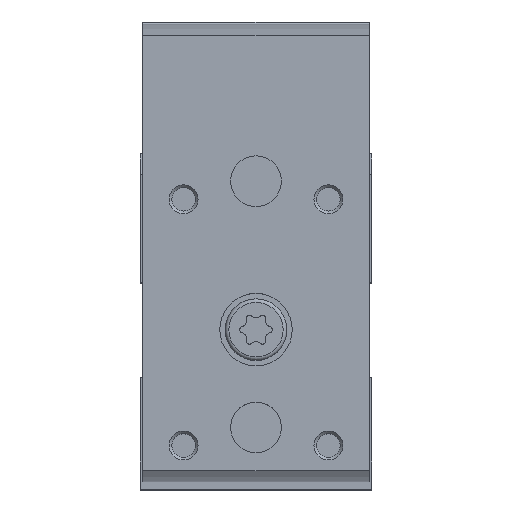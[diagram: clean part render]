
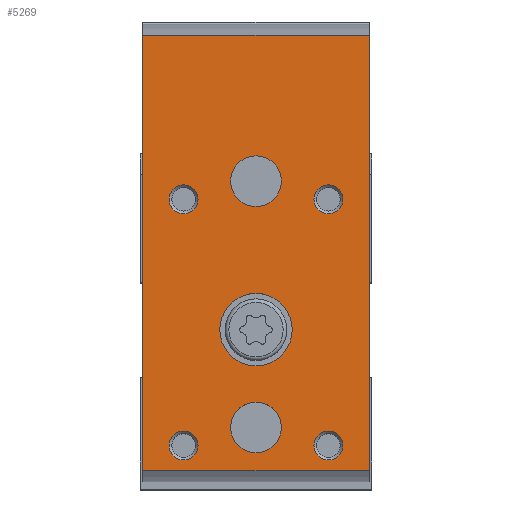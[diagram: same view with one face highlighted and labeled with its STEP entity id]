
A CAD part, top view. The second image highlights one B-rep face of the part: STEP entity #5269.
In plain terms, the highlighted planar face has unit normal (0, 0, 1).
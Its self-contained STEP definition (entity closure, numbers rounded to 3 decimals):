
#200=PLANE('',#6811);
#430=CIRCLE('',#6812,5.);
#431=CIRCLE('',#6813,3.5);
#432=CIRCLE('',#6814,3.5);
#433=CIRCLE('',#6815,2.);
#434=CIRCLE('',#6816,2.);
#435=CIRCLE('',#6817,2.);
#436=CIRCLE('',#6818,2.);
#1457=ORIENTED_EDGE('',*,*,#2427,.T.);
#1458=ORIENTED_EDGE('',*,*,#2428,.T.);
#1459=ORIENTED_EDGE('',*,*,#2429,.T.);
#1460=ORIENTED_EDGE('',*,*,#2430,.F.);
#1461=ORIENTED_EDGE('',*,*,#2431,.F.);
#1462=ORIENTED_EDGE('',*,*,#2432,.F.);
#1463=ORIENTED_EDGE('',*,*,#2433,.F.);
#1464=ORIENTED_EDGE('',*,*,#2434,.T.);
#1465=ORIENTED_EDGE('',*,*,#2435,.F.);
#1466=ORIENTED_EDGE('',*,*,#2436,.F.);
#1467=ORIENTED_EDGE('',*,*,#2437,.T.);
#2427=EDGE_CURVE('',#3010,#3010,#430,.T.);
#2428=EDGE_CURVE('',#3011,#3011,#431,.T.);
#2429=EDGE_CURVE('',#3012,#3012,#432,.T.);
#2430=EDGE_CURVE('',#3013,#3013,#433,.T.);
#2431=EDGE_CURVE('',#3014,#3014,#434,.T.);
#2432=EDGE_CURVE('',#3015,#3015,#435,.T.);
#2433=EDGE_CURVE('',#3016,#3016,#436,.T.);
#2434=EDGE_CURVE('',#3017,#3018,#3456,.T.);
#2435=EDGE_CURVE('',#3019,#3018,#3457,.T.);
#2436=EDGE_CURVE('',#3020,#3019,#3458,.T.);
#2437=EDGE_CURVE('',#3020,#3017,#3459,.T.);
#3010=VERTEX_POINT('',#9821);
#3011=VERTEX_POINT('',#9823);
#3012=VERTEX_POINT('',#9825);
#3013=VERTEX_POINT('',#9827);
#3014=VERTEX_POINT('',#9829);
#3015=VERTEX_POINT('',#9831);
#3016=VERTEX_POINT('',#9833);
#3017=VERTEX_POINT('',#9835);
#3018=VERTEX_POINT('',#9836);
#3019=VERTEX_POINT('',#9838);
#3020=VERTEX_POINT('',#9840);
#3456=LINE('',#9834,#3841);
#3457=LINE('',#9837,#3842);
#3458=LINE('',#9839,#3843);
#3459=LINE('',#9841,#3844);
#3841=VECTOR('',#8160,1000.);
#3842=VECTOR('',#8161,1000.);
#3843=VECTOR('',#8162,1000.);
#3844=VECTOR('',#8163,1000.);
#4226=EDGE_LOOP('',(#1457));
#4227=EDGE_LOOP('',(#1458));
#4228=EDGE_LOOP('',(#1459));
#4229=EDGE_LOOP('',(#1460));
#4230=EDGE_LOOP('',(#1461));
#4231=EDGE_LOOP('',(#1462));
#4232=EDGE_LOOP('',(#1463));
#4233=EDGE_LOOP('',(#1464,#1465,#1466,#1467));
#4734=FACE_BOUND('',#4226,.T.);
#4735=FACE_BOUND('',#4227,.T.);
#4736=FACE_BOUND('',#4228,.T.);
#4737=FACE_BOUND('',#4229,.T.);
#4738=FACE_BOUND('',#4230,.T.);
#4739=FACE_BOUND('',#4231,.T.);
#4740=FACE_BOUND('',#4232,.T.);
#4741=FACE_BOUND('',#4233,.T.);
#5269=ADVANCED_FACE('',(#4734,#4735,#4736,#4737,#4738,#4739,#4740,#4741),
#200,.F.);
#6811=AXIS2_PLACEMENT_3D('',#9819,#8144,#8145);
#6812=AXIS2_PLACEMENT_3D('',#9820,#8146,#8147);
#6813=AXIS2_PLACEMENT_3D('',#9822,#8148,#8149);
#6814=AXIS2_PLACEMENT_3D('',#9824,#8150,#8151);
#6815=AXIS2_PLACEMENT_3D('',#9826,#8152,#8153);
#6816=AXIS2_PLACEMENT_3D('',#9828,#8154,#8155);
#6817=AXIS2_PLACEMENT_3D('',#9830,#8156,#8157);
#6818=AXIS2_PLACEMENT_3D('',#9832,#8158,#8159);
#8144=DIRECTION('',(0.,0.,-1.));
#8145=DIRECTION('',(-1.,0.,0.));
#8146=DIRECTION('',(0.,0.,-1.));
#8147=DIRECTION('',(-1.,0.,0.));
#8148=DIRECTION('',(0.,0.,-1.));
#8149=DIRECTION('',(-1.,0.,0.));
#8150=DIRECTION('',(0.,0.,-1.));
#8151=DIRECTION('',(-1.,0.,0.));
#8152=DIRECTION('',(0.,0.,1.));
#8153=DIRECTION('',(1.,0.,0.));
#8154=DIRECTION('',(0.,0.,1.));
#8155=DIRECTION('',(1.,0.,0.));
#8156=DIRECTION('',(0.,0.,1.));
#8157=DIRECTION('',(1.,0.,0.));
#8158=DIRECTION('',(0.,0.,1.));
#8159=DIRECTION('',(1.,0.,0.));
#8160=DIRECTION('',(0.,-1.,0.));
#8161=DIRECTION('',(-1.,0.,0.));
#8162=DIRECTION('',(0.,-1.,0.));
#8163=DIRECTION('',(-1.,0.,0.));
#9819=CARTESIAN_POINT('',(15.65,63.5,0.));
#9820=CARTESIAN_POINT('',(0.,21.,0.));
#9821=CARTESIAN_POINT('',(-5.,21.,0.));
#9822=CARTESIAN_POINT('',(0.,7.5,0.));
#9823=CARTESIAN_POINT('',(-3.5,7.5,0.));
#9824=CARTESIAN_POINT('',(0.,41.5,0.));
#9825=CARTESIAN_POINT('',(-3.5,41.5,0.));
#9826=CARTESIAN_POINT('',(-10.,39.,0.));
#9827=CARTESIAN_POINT('',(-8.,39.,0.));
#9828=CARTESIAN_POINT('',(10.,39.,0.));
#9829=CARTESIAN_POINT('',(12.,39.,0.));
#9830=CARTESIAN_POINT('',(-10.,5.,0.));
#9831=CARTESIAN_POINT('',(-8.,5.,0.));
#9832=CARTESIAN_POINT('',(10.,5.,0.));
#9833=CARTESIAN_POINT('',(12.,5.,0.));
#9834=CARTESIAN_POINT('',(-15.65,63.5,0.));
#9835=CARTESIAN_POINT('',(-15.65,61.656,0.));
#9836=CARTESIAN_POINT('',(-15.65,1.544,0.));
#9837=CARTESIAN_POINT('',(15.65,1.544,0.));
#9838=CARTESIAN_POINT('',(15.65,1.544,0.));
#9839=CARTESIAN_POINT('',(15.65,63.5,0.));
#9840=CARTESIAN_POINT('',(15.65,61.656,0.));
#9841=CARTESIAN_POINT('',(15.65,61.656,0.));
